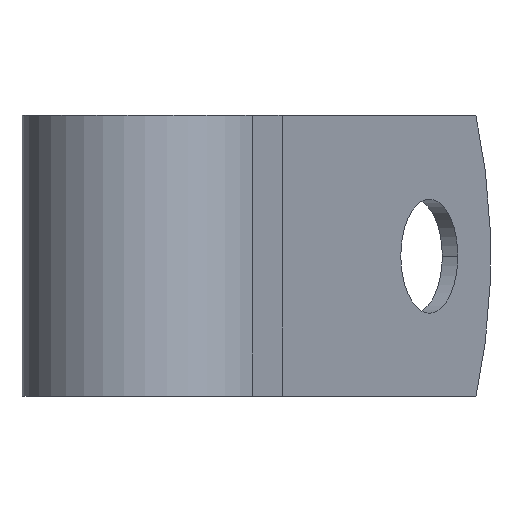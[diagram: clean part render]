
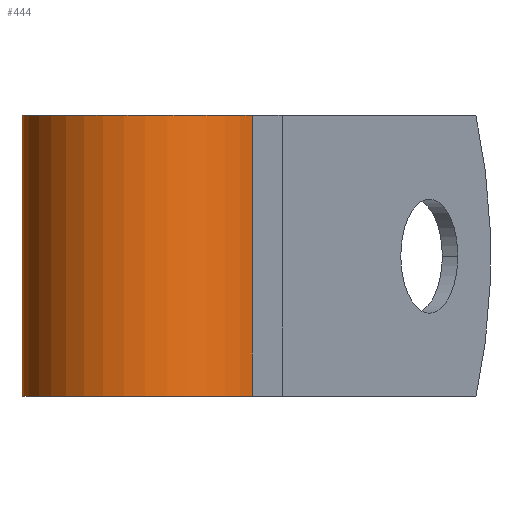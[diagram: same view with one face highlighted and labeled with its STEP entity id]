
A CAD part, top view. The second image highlights one B-rep face of the part: STEP entity #444.
In plain terms, the highlighted cylindrical face has radius 5.575 mm (diameter 11.151 mm), a partial arc.
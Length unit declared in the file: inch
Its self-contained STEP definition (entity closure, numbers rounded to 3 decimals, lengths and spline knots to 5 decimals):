
#29 = CARTESIAN_POINT ( 'NONE',  ( 0., 0.25, -0.2195 ) ) ;
#45 = CARTESIAN_POINT ( 'NONE',  ( 0., -0.25, 0. ) ) ;
#56 = ORIENTED_EDGE ( 'NONE', *, *, #190, .T. ) ;
#99 = CARTESIAN_POINT ( 'NONE',  ( 0.19009, 0.25, 0.10975 ) ) ;
#121 = VERTEX_POINT ( 'NONE', #29 ) ;
#166 = CYLINDRICAL_SURFACE ( 'NONE', #256, 0.2195 ) ;
#181 = CARTESIAN_POINT ( 'NONE',  ( 0.19009, 0.25, 0.10975 ) ) ;
#190 = EDGE_CURVE ( 'NONE', #121, #617, #422, .T. ) ;
#193 = ORIENTED_EDGE ( 'NONE', *, *, #348, .F. ) ;
#203 = DIRECTION ( 'NONE',  ( 0., -1., 0. ) ) ;
#214 = EDGE_CURVE ( 'NONE', #571, #460, #704, .T. ) ;
#232 = FACE_OUTER_BOUND ( 'NONE', #590, .T. ) ;
#256 = AXIS2_PLACEMENT_3D ( 'NONE', #618, #554, #342 ) ;
#303 = DIRECTION ( 'NONE',  ( 0., 1., 0. ) ) ;
#306 = DIRECTION ( 'NONE',  ( 0., 1., 0. ) ) ;
#325 = CARTESIAN_POINT ( 'NONE',  ( 0.19009, -0.25, 0.10975 ) ) ;
#342 = DIRECTION ( 'NONE',  ( 0., 0., -1. ) ) ;
#348 = EDGE_CURVE ( 'NONE', #121, #571, #576, .T. ) ;
#378 = VECTOR ( 'NONE', #203, 39.37008 ) ;
#422 = LINE ( 'NONE', #543, #514 ) ;
#437 = DIRECTION ( 'NONE',  ( 1., 0., 0. ) ) ;
#444 = ADVANCED_FACE ( 'NONE', ( #232 ), #166, .T. ) ;
#460 = VERTEX_POINT ( 'NONE', #325 ) ;
#503 = AXIS2_PLACEMENT_3D ( 'NONE', #716, #303, #437 ) ;
#514 = VECTOR ( 'NONE', #664, 39.37008 ) ;
#543 = CARTESIAN_POINT ( 'NONE',  ( 0., 0.25, -0.2195 ) ) ;
#554 = DIRECTION ( 'NONE',  ( 0., -1., 0. ) ) ;
#560 = ORIENTED_EDGE ( 'NONE', *, *, #632, .T. ) ;
#571 = VERTEX_POINT ( 'NONE', #181 ) ;
#572 = CARTESIAN_POINT ( 'NONE',  ( 0., -0.25, -0.2195 ) ) ;
#576 = CIRCLE ( 'NONE', #503, 0.2195 ) ;
#590 = EDGE_LOOP ( 'NONE', ( #677, #193, #56, #560 ) ) ;
#617 = VERTEX_POINT ( 'NONE', #572 ) ;
#618 = CARTESIAN_POINT ( 'NONE',  ( 0., 0.25, 0. ) ) ;
#632 = EDGE_CURVE ( 'NONE', #617, #460, #641, .T. ) ;
#641 = CIRCLE ( 'NONE', #689, 0.2195 ) ;
#658 = DIRECTION ( 'NONE',  ( 1., 0., 0. ) ) ;
#664 = DIRECTION ( 'NONE',  ( 0., -1., 0. ) ) ;
#677 = ORIENTED_EDGE ( 'NONE', *, *, #214, .F. ) ;
#689 = AXIS2_PLACEMENT_3D ( 'NONE', #45, #306, #658 ) ;
#704 = LINE ( 'NONE', #99, #378 ) ;
#716 = CARTESIAN_POINT ( 'NONE',  ( 0., 0.25, 0. ) ) ;
